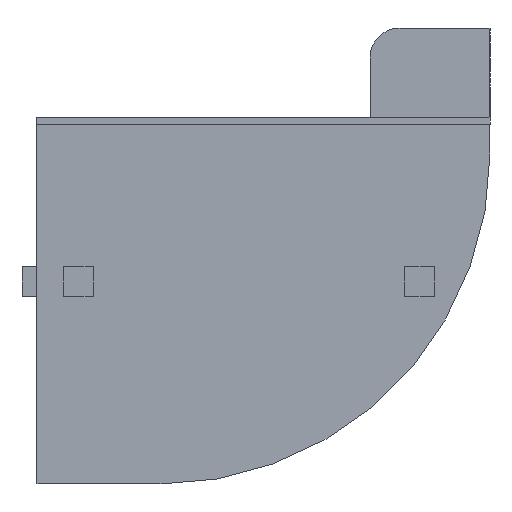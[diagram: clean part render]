
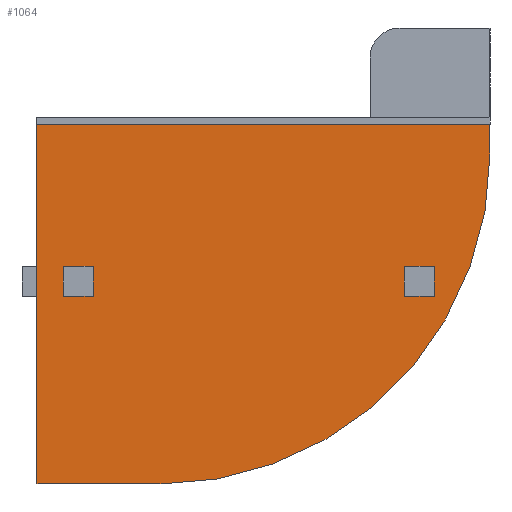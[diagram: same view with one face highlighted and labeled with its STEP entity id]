
A CAD part, front view. The second image highlights one B-rep face of the part: STEP entity #1064.
In plain terms, the highlighted planar face has unit normal (0, -1, 0).
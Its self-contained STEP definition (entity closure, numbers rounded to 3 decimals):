
#23=FACE_BOUND('',#171,.T.);
#24=FACE_BOUND('',#172,.T.);
#47=CIRCLE('',#1141,220.);
#106=FACE_OUTER_BOUND('',#170,.T.);
#170=EDGE_LOOP('',(#912,#913,#914,#915,#916));
#171=EDGE_LOOP('',(#917,#918,#919,#920));
#172=EDGE_LOOP('',(#921,#922,#923,#924));
#248=LINE('',#1618,#374);
#250=LINE('',#1623,#376);
#253=LINE('',#1628,#379);
#255=LINE('',#1632,#381);
#257=LINE('',#1635,#383);
#258=LINE('',#1639,#384);
#261=LINE('',#1644,#387);
#263=LINE('',#1648,#389);
#265=LINE('',#1651,#391);
#269=LINE('',#1663,#395);
#296=LINE('',#1717,#422);
#297=LINE('',#1718,#423);
#374=VECTOR('',#1319,10.);
#376=VECTOR('',#1323,10.);
#379=VECTOR('',#1328,10.);
#381=VECTOR('',#1332,10.);
#383=VECTOR('',#1336,10.);
#384=VECTOR('',#1339,10.);
#387=VECTOR('',#1344,10.);
#389=VECTOR('',#1348,10.);
#391=VECTOR('',#1352,10.);
#395=VECTOR('',#1364,10.);
#422=VECTOR('',#1415,10.);
#423=VECTOR('',#1416,10.);
#498=VERTEX_POINT('',#1615);
#499=VERTEX_POINT('',#1617);
#500=VERTEX_POINT('',#1621);
#501=VERTEX_POINT('',#1622);
#502=VERTEX_POINT('',#1627);
#503=VERTEX_POINT('',#1631);
#504=VERTEX_POINT('',#1637);
#505=VERTEX_POINT('',#1638);
#506=VERTEX_POINT('',#1643);
#507=VERTEX_POINT('',#1647);
#510=VERTEX_POINT('',#1656);
#511=VERTEX_POINT('',#1658);
#526=VERTEX_POINT('',#1716);
#615=EDGE_CURVE('',#499,#498,#248,.T.);
#617=EDGE_CURVE('',#500,#501,#250,.T.);
#620=EDGE_CURVE('',#502,#500,#253,.T.);
#622=EDGE_CURVE('',#503,#502,#255,.T.);
#624=EDGE_CURVE('',#501,#503,#257,.T.);
#625=EDGE_CURVE('',#504,#505,#258,.T.);
#628=EDGE_CURVE('',#506,#504,#261,.T.);
#630=EDGE_CURVE('',#507,#506,#263,.T.);
#632=EDGE_CURVE('',#505,#507,#265,.T.);
#635=EDGE_CURVE('',#510,#511,#47,.T.);
#638=EDGE_CURVE('',#510,#499,#269,.T.);
#665=EDGE_CURVE('',#526,#498,#296,.T.);
#666=EDGE_CURVE('',#526,#511,#297,.T.);
#912=ORIENTED_EDGE('',*,*,#615,.T.);
#913=ORIENTED_EDGE('',*,*,#665,.F.);
#914=ORIENTED_EDGE('',*,*,#666,.T.);
#915=ORIENTED_EDGE('',*,*,#635,.F.);
#916=ORIENTED_EDGE('',*,*,#638,.T.);
#917=ORIENTED_EDGE('',*,*,#632,.T.);
#918=ORIENTED_EDGE('',*,*,#630,.T.);
#919=ORIENTED_EDGE('',*,*,#628,.T.);
#920=ORIENTED_EDGE('',*,*,#625,.T.);
#921=ORIENTED_EDGE('',*,*,#624,.T.);
#922=ORIENTED_EDGE('',*,*,#622,.T.);
#923=ORIENTED_EDGE('',*,*,#620,.T.);
#924=ORIENTED_EDGE('',*,*,#617,.T.);
#1008=PLANE('',#1154);
#1064=ADVANCED_FACE('',(#106,#23,#24),#1008,.T.);
#1141=AXIS2_PLACEMENT_3D('',#1659,#1358,#1359);
#1154=AXIS2_PLACEMENT_3D('',#1715,#1413,#1414);
#1319=DIRECTION('',(-1.,0.,0.));
#1323=DIRECTION('',(0.,0.,-1.));
#1328=DIRECTION('',(1.,0.,0.));
#1332=DIRECTION('',(0.,0.,1.));
#1336=DIRECTION('',(-1.,0.,0.));
#1339=DIRECTION('',(0.,0.,1.));
#1344=DIRECTION('',(-1.,0.,0.));
#1348=DIRECTION('',(0.,0.,-1.));
#1352=DIRECTION('',(1.,0.,0.));
#1358=DIRECTION('center_axis',(0.,1.,0.));
#1359=DIRECTION('ref_axis',(0.707,0.,-0.707));
#1364=DIRECTION('',(0.,0.,1.));
#1413=DIRECTION('center_axis',(0.,-1.,0.));
#1414=DIRECTION('ref_axis',(1.,0.,0.));
#1415=DIRECTION('',(0.,0.,1.));
#1416=DIRECTION('',(1.,0.,0.));
#1615=CARTESIAN_POINT('',(0.,0.,240.));
#1617=CARTESIAN_POINT('',(302.,0.,240.));
#1618=CARTESIAN_POINT('',(0.,0.,240.));
#1621=CARTESIAN_POINT('',(37.536,0.,145.));
#1622=CARTESIAN_POINT('',(37.536,0.,125.));
#1623=CARTESIAN_POINT('',(37.536,0.,62.5));
#1627=CARTESIAN_POINT('',(17.536,0.,145.));
#1628=CARTESIAN_POINT('',(18.768,0.,145.));
#1631=CARTESIAN_POINT('',(17.536,0.,125.));
#1632=CARTESIAN_POINT('',(17.536,0.,72.5));
#1635=CARTESIAN_POINT('',(8.768,0.,125.));
#1637=CARTESIAN_POINT('',(245.,0.,125.));
#1638=CARTESIAN_POINT('',(245.,0.,145.));
#1639=CARTESIAN_POINT('',(245.,0.,72.5));
#1643=CARTESIAN_POINT('',(265.,0.,125.));
#1644=CARTESIAN_POINT('',(122.5,0.,125.));
#1647=CARTESIAN_POINT('',(265.,0.,145.));
#1648=CARTESIAN_POINT('',(265.,0.,62.5));
#1651=CARTESIAN_POINT('',(132.5,0.,145.));
#1656=CARTESIAN_POINT('',(302.,0.,220.));
#1658=CARTESIAN_POINT('',(82.,0.,0.));
#1659=CARTESIAN_POINT('Origin',(82.,0.,220.));
#1663=CARTESIAN_POINT('',(302.,0.,0.));
#1715=CARTESIAN_POINT('Origin',(0.,0.,0.));
#1716=CARTESIAN_POINT('',(0.,0.,0.));
#1717=CARTESIAN_POINT('',(0.,0.,0.));
#1718=CARTESIAN_POINT('',(0.,0.,0.));
